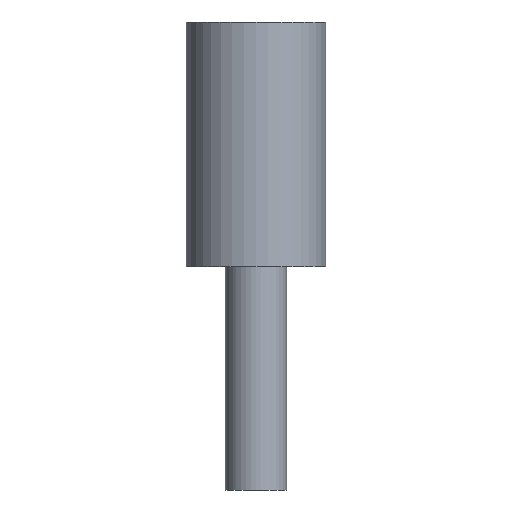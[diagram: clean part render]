
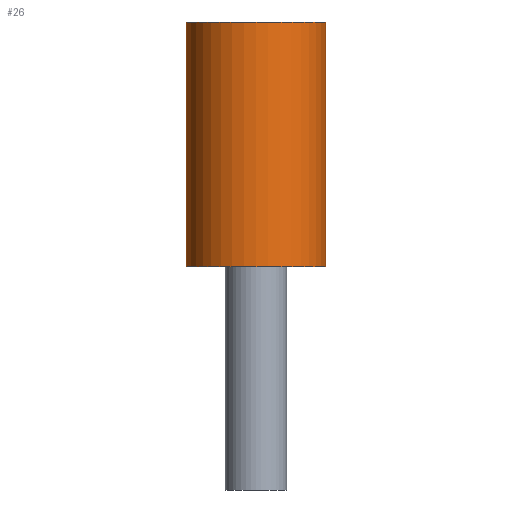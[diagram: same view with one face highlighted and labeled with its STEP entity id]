
A CAD part, front view. The second image highlights one B-rep face of the part: STEP entity #26.
In plain terms, the highlighted cylindrical face has radius 1.59 mm (diameter 3.18 mm), a partial arc.
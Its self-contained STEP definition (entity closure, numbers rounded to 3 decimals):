
#26=ADVANCED_FACE('',(#27),#63,.T.);
#27=FACE_BOUND('',#28,.T.);
#28=EDGE_LOOP('',(#29,#40,#48,#57));
#29=ORIENTED_EDGE('',*,*,#30,.T.);
#30=EDGE_CURVE('',#31,#33,#35,.T.);
#31=VERTEX_POINT('',#32);
#32=CARTESIAN_POINT('',(-1.59,0.,0.0));
#33=VERTEX_POINT('',#34);
#34=CARTESIAN_POINT('',(1.59,0.,0.0));
#35=CIRCLE('',#36,1.59);
#36=AXIS2_PLACEMENT_3D('',#37,#38,#39);
#37=CARTESIAN_POINT('',(0.0,0.0,0.0));
#38=DIRECTION('',(0.0,0.0,1.0));
#39=DIRECTION('',(1.0,0.0,0.0));
#40=ORIENTED_EDGE('',*,*,#41,.T.);
#41=EDGE_CURVE('',#33,#42,#44,.T.);
#42=VERTEX_POINT('',#43);
#43=CARTESIAN_POINT('',(1.59,0.,5.59));
#44=LINE('',#45,#46);
#45=CARTESIAN_POINT('',(1.59,0.,0.0));
#46=VECTOR('',#47,1.0);
#47=DIRECTION('',(0.0,0.0,1.0));
#48=ORIENTED_EDGE('',*,*,#49,.T.);
#49=EDGE_CURVE('',#42,#50,#52,.F.);
#50=VERTEX_POINT('',#51);
#51=CARTESIAN_POINT('',(-1.59,0.,5.59));
#52=CIRCLE('',#53,1.59);
#53=AXIS2_PLACEMENT_3D('',#54,#55,#56);
#54=CARTESIAN_POINT('',(0.0,0.0,5.59));
#55=DIRECTION('',(0.0,0.0,1.0));
#56=DIRECTION('',(1.0,0.0,0.0));
#57=ORIENTED_EDGE('',*,*,#58,.T.);
#58=EDGE_CURVE('',#50,#31,#59,.F.);
#59=LINE('',#60,#61);
#60=CARTESIAN_POINT('',(-1.59,0.,0.0));
#61=VECTOR('',#62,1.0);
#62=DIRECTION('',(0.0,0.0,1.0));
#63=CYLINDRICAL_SURFACE('',#64,1.59);
#64=AXIS2_PLACEMENT_3D('',#65,#66,#67);
#65=CARTESIAN_POINT('',(0.0,0.0,0.0));
#66=DIRECTION('',(0.0,0.0,-1.0));
#67=DIRECTION('',(1.0,0.0,0.0));
